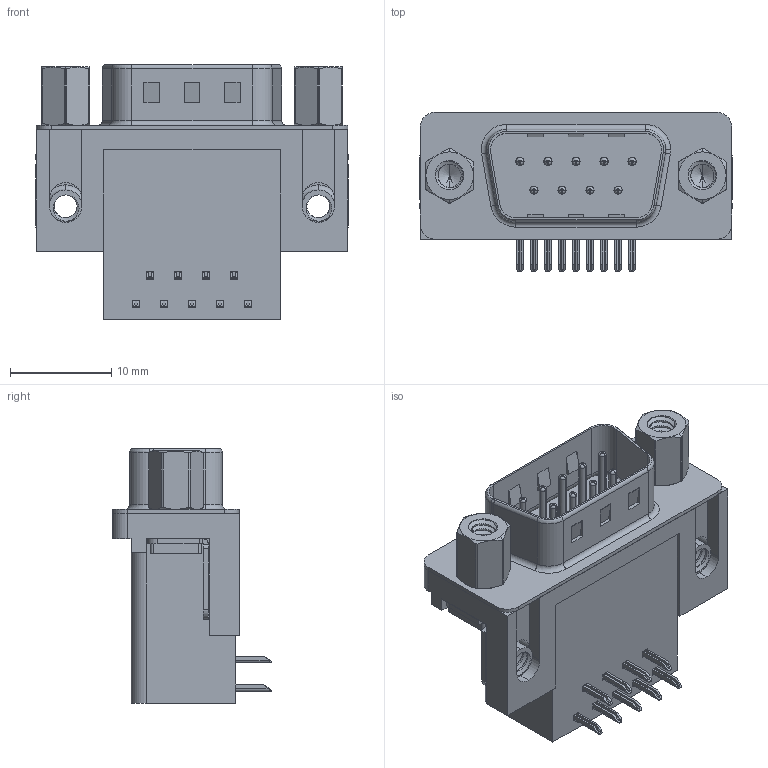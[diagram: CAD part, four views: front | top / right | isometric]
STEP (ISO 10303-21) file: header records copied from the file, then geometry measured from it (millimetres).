
FILE_DESCRIPTION (( 'STEP AP203' ), '1' );
FILE_NAME ('625-009-262-553.STEP', '2018-11-05T20:27:43', ( '' ), ( '' ), 'SwSTEP 2.0', 'SolidWorks 2016', '' );
FILE_SCHEMA (( 'CONFIG_CONTROL_DESIGN' ));
Length unit declared in the file: millimetre
Products named in the file (8): 625 4-40 Threaded Board Mount; 625 4-40 Threaded Rivet; 625 4-40 Hex Standoff 5; 625-009-262-553; 625 Housing_9 Socket; 625 Shell_9 Socket; 625 Contact Bottom; 625 Contact Top
Assembly tree (17 placements, depth 2):
  625-009-262-553
    625 Housing_9 Socket
    625 Shell_9 Socket
    625 Contact Bottom  x4
    625 Contact Top  x5
    625 4-40 Threaded Board Mount  x2
    625 4-40 Threaded Rivet  x2
    625 4-40 Hex Standoff 5  x2
Bounding box: 30.89 x 15.73 x 25.16 mm (x, y, z)
Volume: 4699.8 mm3; surface area: 5513.6 mm2
Topology: 17 solids, 17 shells, 1151 faces, 2919 edges, 1829 vertices
Faces by surface type: plane 597, cylinder 401, torus 97, cone 32, bspline 24
Entity records: 22990 total; most frequent: CARTESIAN_POINT 8931, ORIENTED_EDGE 2732, DIRECTION 2694, EDGE_CURVE 1366, AXIS2_PLACEMENT_3D 945, VERTEX_POINT 872, LINE 804, VECTOR 804
